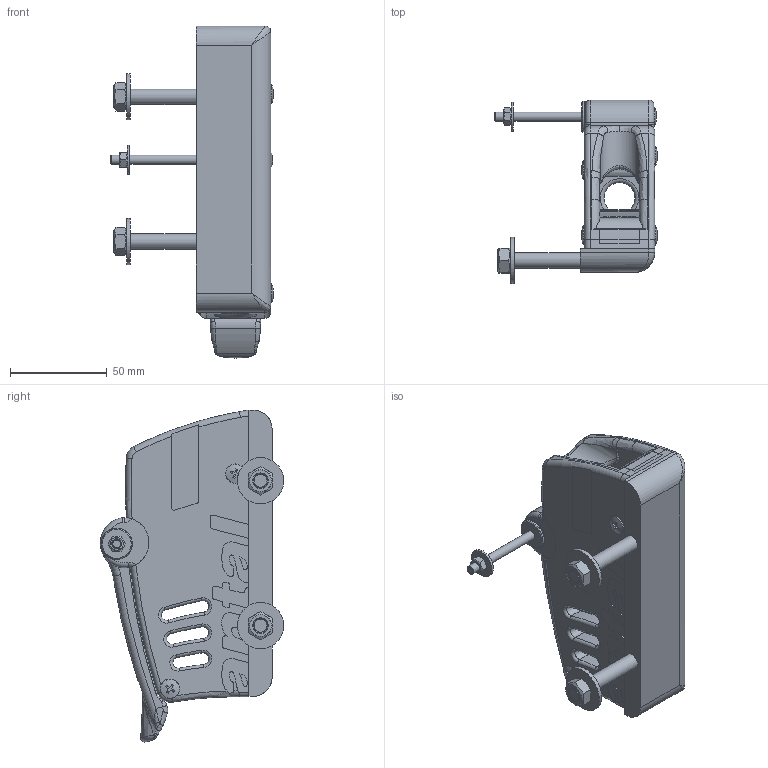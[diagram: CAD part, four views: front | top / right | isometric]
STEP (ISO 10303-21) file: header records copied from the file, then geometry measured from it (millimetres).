
FILE_DESCRIPTION(/* description */ (''),/* implementation_level */ '2;1');
FILE_NAME(/* name */ '512.113H.stp',/* time_stamp */ '2024-04-08T10:48:34+02:00',/* author */ ('francesca'),/* organization */ (''),/* preprocessor_version */ 'ST-DEVELOPER v19.2',/* originating_system */ 'Autodesk Inventor 2023',/* authorisation */ '');
FILE_SCHEMA (('AUTOMOTIVE_DESIGN { 1 0 10303 214 3 1 1 }'));
Length unit declared in the file: millimetre
Products named in the file (1): 512.113H
Bounding box: 84.43 x 95.02 x 171.91 mm (x, y, z)
Volume: 301140.7 mm3; surface area: 64685.5 mm2
Topology: 1 solids, 4 shells, 840 faces, 2608 edges, 1698 vertices
Faces by surface type: plane 410, cylinder 242, torus 77, bspline 60, cone 46, sphere 5
Full cylindrical faces by diameter (mm): 4.8 x2, 5.3 x1, 6.75 x4, 8 x2, 8.4 x2, 8.5 x2, 10 x7, 15 x1, 16 x1, 16.2 x2, 24 x2
Entity records: 33865 total; most frequent: CARTESIAN_POINT 10267, ORIENTED_EDGE 5190, DIRECTION 5013, EDGE_CURVE 2595, AXIS2_PLACEMENT_3D 2003, VERTEX_POINT 1698, LINE 1007, VECTOR 1007
